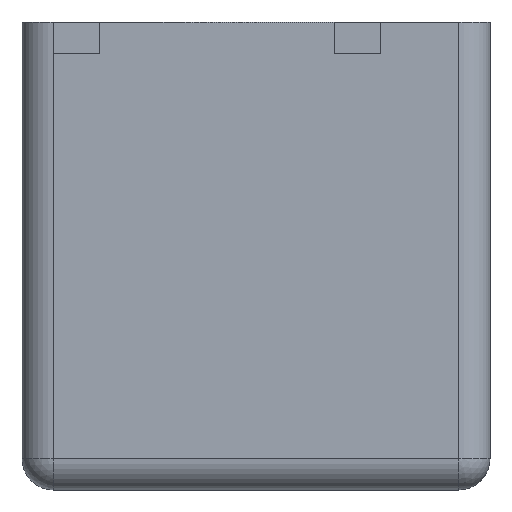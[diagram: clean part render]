
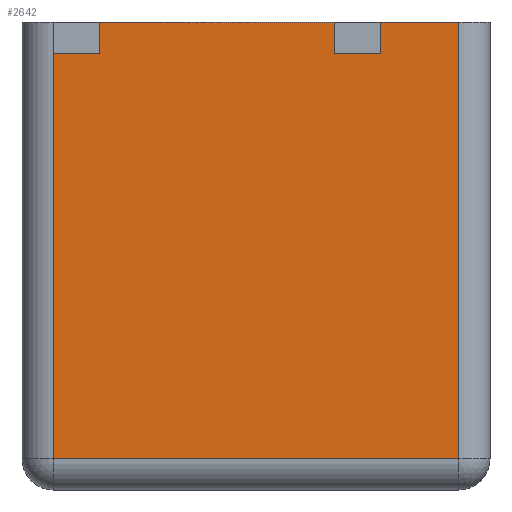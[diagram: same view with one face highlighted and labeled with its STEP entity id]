
A CAD part, left-side view. The second image highlights one B-rep face of the part: STEP entity #2642.
In plain terms, the highlighted planar face has unit normal (-1, 0, 0).
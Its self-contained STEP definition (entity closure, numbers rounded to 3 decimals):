
#284=FACE_OUTER_BOUND('',#445,.T.);
#445=EDGE_LOOP('',(#1909,#1910,#1911,#1912,#1913,#1914,#1915,#1916,#1917,
#1918));
#704=LINE('',#3971,#966);
#707=LINE('',#3979,#969);
#715=LINE('',#4009,#977);
#719=LINE('',#4019,#981);
#720=LINE('',#4021,#982);
#721=LINE('',#4023,#983);
#722=LINE('',#4025,#984);
#723=LINE('',#4027,#985);
#724=LINE('',#4029,#986);
#725=LINE('',#4030,#987);
#966=VECTOR('',#3171,10.);
#969=VECTOR('',#3178,10.);
#977=VECTOR('',#3196,10.);
#981=VECTOR('',#3206,10.);
#982=VECTOR('',#3207,10.);
#983=VECTOR('',#3208,10.);
#984=VECTOR('',#3209,10.);
#985=VECTOR('',#3210,10.);
#986=VECTOR('',#3211,10.);
#987=VECTOR('',#3212,10.);
#1209=VERTEX_POINT('',#3944);
#1216=VERTEX_POINT('',#3962);
#1220=VERTEX_POINT('',#3978);
#1227=VERTEX_POINT('',#4007);
#1230=VERTEX_POINT('',#4018);
#1231=VERTEX_POINT('',#4020);
#1232=VERTEX_POINT('',#4022);
#1233=VERTEX_POINT('',#4024);
#1234=VERTEX_POINT('',#4026);
#1235=VERTEX_POINT('',#4028);
#1476=EDGE_CURVE('',#1209,#1216,#704,.T.);
#1480=EDGE_CURVE('',#1216,#1220,#707,.T.);
#1491=EDGE_CURVE('',#1227,#1209,#715,.T.);
#1496=EDGE_CURVE('',#1230,#1227,#719,.T.);
#1497=EDGE_CURVE('',#1230,#1231,#720,.T.);
#1498=EDGE_CURVE('',#1231,#1232,#721,.T.);
#1499=EDGE_CURVE('',#1232,#1233,#722,.T.);
#1500=EDGE_CURVE('',#1234,#1233,#723,.T.);
#1501=EDGE_CURVE('',#1234,#1235,#724,.T.);
#1502=EDGE_CURVE('',#1235,#1220,#725,.T.);
#1909=ORIENTED_EDGE('',*,*,#1480,.F.);
#1910=ORIENTED_EDGE('',*,*,#1476,.F.);
#1911=ORIENTED_EDGE('',*,*,#1491,.F.);
#1912=ORIENTED_EDGE('',*,*,#1496,.F.);
#1913=ORIENTED_EDGE('',*,*,#1497,.T.);
#1914=ORIENTED_EDGE('',*,*,#1498,.T.);
#1915=ORIENTED_EDGE('',*,*,#1499,.T.);
#1916=ORIENTED_EDGE('',*,*,#1500,.F.);
#1917=ORIENTED_EDGE('',*,*,#1501,.T.);
#1918=ORIENTED_EDGE('',*,*,#1502,.T.);
#2528=PLANE('',#2818);
#2642=ADVANCED_FACE('',(#284),#2528,.T.);
#2818=AXIS2_PLACEMENT_3D('',#4017,#3204,#3205);
#3171=DIRECTION('',(0.,1.,0.));
#3178=DIRECTION('',(0.,0.,1.));
#3196=DIRECTION('',(0.,0.,-1.));
#3204=DIRECTION('center_axis',(-1.,0.,0.));
#3205=DIRECTION('ref_axis',(0.,-1.,0.));
#3206=DIRECTION('',(0.,-1.,0.));
#3207=DIRECTION('',(0.,0.,-1.));
#3208=DIRECTION('',(0.,1.,0.));
#3209=DIRECTION('',(0.,0.,1.));
#3210=DIRECTION('',(0.,-1.,0.));
#3211=DIRECTION('',(0.,0.,-1.));
#3212=DIRECTION('',(0.,1.,0.));
#3944=CARTESIAN_POINT('',(-110.,-65.,10.));
#3962=CARTESIAN_POINT('',(-110.,65.,10.));
#3971=CARTESIAN_POINT('',(-110.,37.5,10.));
#3978=CARTESIAN_POINT('',(-110.,65.,140.));
#3979=CARTESIAN_POINT('',(-110.,65.,0.));
#4007=CARTESIAN_POINT('',(-110.,-65.,150.));
#4009=CARTESIAN_POINT('',(-110.,-65.,0.));
#4017=CARTESIAN_POINT('Origin',(-110.,75.,0.));
#4018=CARTESIAN_POINT('',(-110.,-40.,150.));
#4019=CARTESIAN_POINT('',(-110.,75.,150.));
#4020=CARTESIAN_POINT('',(-110.,-40.,140.));
#4021=CARTESIAN_POINT('',(-110.,-40.,75.));
#4022=CARTESIAN_POINT('',(-110.,-25.,140.));
#4023=CARTESIAN_POINT('',(-110.,37.5,140.));
#4024=CARTESIAN_POINT('',(-110.,-25.,150.));
#4025=CARTESIAN_POINT('',(-110.,-25.,75.));
#4026=CARTESIAN_POINT('',(-110.,50.,150.));
#4027=CARTESIAN_POINT('',(-110.,75.,150.));
#4028=CARTESIAN_POINT('',(-110.,50.,140.));
#4029=CARTESIAN_POINT('',(-110.,50.,75.));
#4030=CARTESIAN_POINT('',(-110.,37.5,140.));
